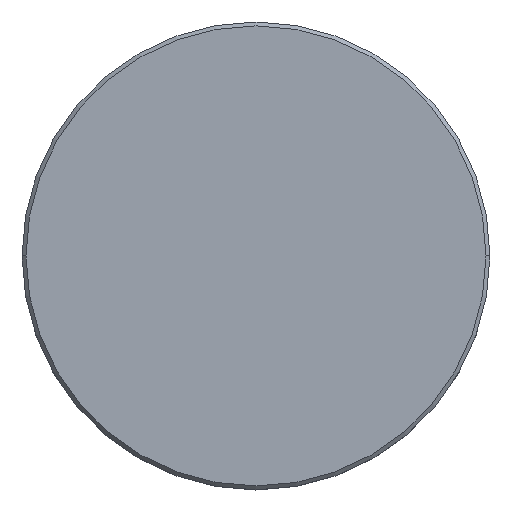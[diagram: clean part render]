
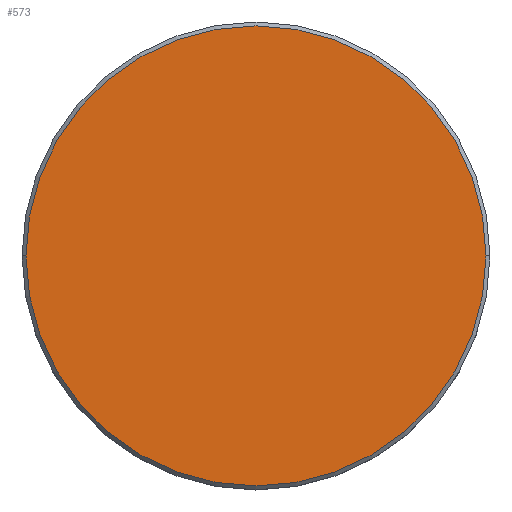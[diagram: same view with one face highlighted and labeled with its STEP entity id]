
A CAD part, top view. The second image highlights one B-rep face of the part: STEP entity #573.
In plain terms, the highlighted planar face has unit normal (0, 0, 1).
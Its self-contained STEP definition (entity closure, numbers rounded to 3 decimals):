
#3 = EDGE_LOOP ( 'NONE', ( #857, #701 ) ) ;
#56 = DIRECTION ( 'NONE',  ( 1., 0., 0. ) ) ;
#150 = CARTESIAN_POINT ( 'NONE',  ( 0., 0., 0. ) ) ;
#175 = AXIS2_PLACEMENT_3D ( 'NONE', #520, #541, #418 ) ;
#227 = CIRCLE ( 'NONE', #175, 29.5 ) ;
#247 = DIRECTION ( 'NONE',  ( 0., 0., 1. ) ) ;
#269 = EDGE_CURVE ( 'NONE', #1071, #910, #227, .T. ) ;
#293 = CARTESIAN_POINT ( 'NONE',  ( -29.5, 0., 0. ) ) ;
#418 = DIRECTION ( 'NONE',  ( 1., 0., 0. ) ) ;
#466 = EDGE_CURVE ( 'NONE', #910, #1071, #498, .T. ) ;
#498 = CIRCLE ( 'NONE', #598, 29.5 ) ;
#520 = CARTESIAN_POINT ( 'NONE',  ( 0., 0., 0. ) ) ;
#541 = DIRECTION ( 'NONE',  ( 0., 0., 1. ) ) ;
#573 = ADVANCED_FACE ( 'NONE', ( #889 ), #608, .T. ) ;
#598 = AXIS2_PLACEMENT_3D ( 'NONE', #697, #958, #1139 ) ;
#608 = PLANE ( 'NONE',  #952 ) ;
#697 = CARTESIAN_POINT ( 'NONE',  ( 0., 0., 0. ) ) ;
#701 = ORIENTED_EDGE ( 'NONE', *, *, #269, .T. ) ;
#857 = ORIENTED_EDGE ( 'NONE', *, *, #466, .T. ) ;
#889 = FACE_OUTER_BOUND ( 'NONE', #3, .T. ) ;
#910 = VERTEX_POINT ( 'NONE', #293 ) ;
#952 = AXIS2_PLACEMENT_3D ( 'NONE', #150, #247, #56 ) ;
#958 = DIRECTION ( 'NONE',  ( 0., 0., 1. ) ) ;
#993 = CARTESIAN_POINT ( 'NONE',  ( 29.5, 0., 0. ) ) ;
#1071 = VERTEX_POINT ( 'NONE', #993 ) ;
#1139 = DIRECTION ( 'NONE',  ( 1., 0., 0. ) ) ;
